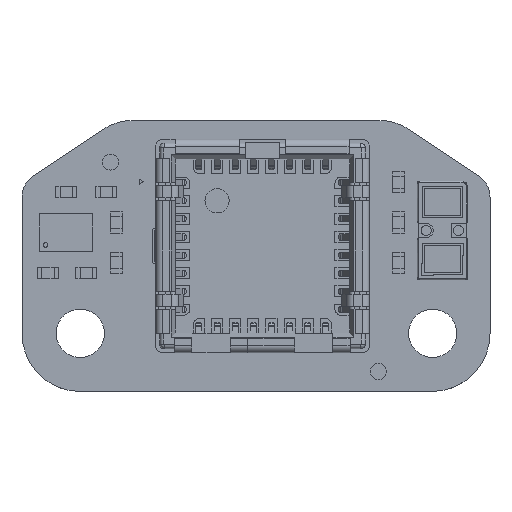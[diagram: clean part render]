
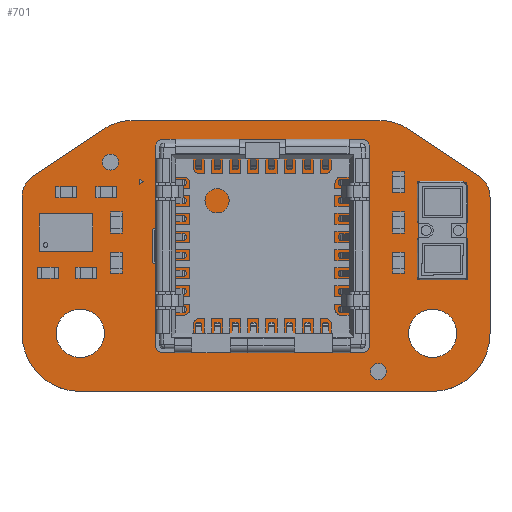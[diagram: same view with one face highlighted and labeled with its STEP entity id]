
A CAD part, top view. The second image highlights one B-rep face of the part: STEP entity #701.
In plain terms, the highlighted planar face has unit normal (0, 0, 1).
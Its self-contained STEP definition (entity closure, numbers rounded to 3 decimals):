
#200 = VERTEX_POINT('',#201);
#201 = CARTESIAN_POINT('',(-2.889,0.,0.996));
#207 = EDGE_CURVE('',#200,#208,#210,.T.);
#208 = VERTEX_POINT('',#209);
#209 = CARTESIAN_POINT('',(-2.89,6.759,0.996));
#210 = LINE('',#211,#212);
#211 = CARTESIAN_POINT('',(-2.889,0.,0.996));
#212 = VECTOR('',#213,1.);
#213 = DIRECTION('',(0.,1.,0.));
#238 = EDGE_CURVE('',#208,#239,#241,.T.);
#239 = VERTEX_POINT('',#240);
#240 = CARTESIAN_POINT('',(-2.321,7.819,0.996));
#241 = CIRCLE('',#242,1.269);
#242 = AXIS2_PLACEMENT_3D('',#243,#244,#245);
#243 = CARTESIAN_POINT('',(-1.621,6.761,0.996));
#244 = DIRECTION('',(0.,0.,-1.));
#245 = DIRECTION('',(-1.,-0.001,-0.));
#271 = EDGE_CURVE('',#239,#272,#274,.T.);
#272 = VERTEX_POINT('',#273);
#273 = CARTESIAN_POINT('',(1.17,10.14,0.996));
#274 = LINE('',#275,#276);
#275 = CARTESIAN_POINT('',(-2.321,7.819,0.996));
#276 = VECTOR('',#277,1.);
#277 = DIRECTION('',(0.833,0.554,0.));
#302 = EDGE_CURVE('',#272,#303,#305,.T.);
#303 = VERTEX_POINT('',#304);
#304 = CARTESIAN_POINT('',(2.576,10.564,0.996));
#305 = CIRCLE('',#306,2.538);
#306 = AXIS2_PLACEMENT_3D('',#307,#308,#309);
#307 = CARTESIAN_POINT('',(2.575,8.026,0.996));
#308 = DIRECTION('',(0.,0.,-1.));
#309 = DIRECTION('',(-0.553,0.833,0.));
#335 = EDGE_CURVE('',#303,#336,#338,.T.);
#336 = VERTEX_POINT('',#337);
#337 = CARTESIAN_POINT('',(14.879,10.564,0.996));
#338 = LINE('',#339,#340);
#339 = CARTESIAN_POINT('',(2.576,10.564,0.996));
#340 = VECTOR('',#341,1.);
#341 = DIRECTION('',(1.,0.,0.));
#366 = EDGE_CURVE('',#336,#367,#369,.T.);
#367 = VERTEX_POINT('',#368);
#368 = CARTESIAN_POINT('',(16.285,10.139,0.996));
#369 = CIRCLE('',#370,2.522);
#370 = AXIS2_PLACEMENT_3D('',#371,#372,#373);
#371 = CARTESIAN_POINT('',(14.884,8.042,0.996));
#372 = DIRECTION('',(0.,0.,-1.));
#373 = DIRECTION('',(-0.002,1.,0.));
#399 = EDGE_CURVE('',#367,#400,#402,.T.);
#400 = VERTEX_POINT('',#401);
#401 = CARTESIAN_POINT('',(19.776,7.818,0.996));
#402 = LINE('',#403,#404);
#403 = CARTESIAN_POINT('',(16.285,10.139,0.996));
#404 = VECTOR('',#405,1.);
#405 = DIRECTION('',(0.833,-0.554,0.));
#430 = EDGE_CURVE('',#400,#431,#433,.T.);
#431 = VERTEX_POINT('',#432);
#432 = CARTESIAN_POINT('',(20.343,6.76,0.996));
#433 = CIRCLE('',#434,1.273);
#434 = AXIS2_PLACEMENT_3D('',#435,#436,#437);
#435 = CARTESIAN_POINT('',(19.07,6.759,0.996));
#436 = DIRECTION('',(0.,0.,-1.));
#437 = DIRECTION('',(0.555,0.832,0.));
#463 = EDGE_CURVE('',#431,#464,#466,.T.);
#464 = VERTEX_POINT('',#465);
#465 = CARTESIAN_POINT('',(20.343,6.125,0.996));
#466 = LINE('',#467,#468);
#467 = CARTESIAN_POINT('',(20.343,6.76,0.996));
#468 = VECTOR('',#469,1.);
#469 = DIRECTION('',(0.,-1.,0.));
#494 = EDGE_CURVE('',#464,#495,#497,.T.);
#495 = VERTEX_POINT('',#496);
#496 = CARTESIAN_POINT('',(20.343,0.,0.996));
#497 = LINE('',#498,#499);
#498 = CARTESIAN_POINT('',(20.343,6.125,0.996));
#499 = VECTOR('',#500,1.);
#500 = DIRECTION('',(0.,-1.,0.));
#525 = EDGE_CURVE('',#495,#526,#528,.T.);
#526 = VERTEX_POINT('',#527);
#527 = CARTESIAN_POINT('',(17.453,-2.889,0.996));
#528 = CIRCLE('',#529,2.888);
#529 = AXIS2_PLACEMENT_3D('',#530,#531,#532);
#530 = CARTESIAN_POINT('',(17.455,-0.001,
    0.996));
#531 = DIRECTION('',(0.,0.,-1.));
#532 = DIRECTION('',(1.,0.,0.));
#558 = EDGE_CURVE('',#526,#559,#561,.T.);
#559 = VERTEX_POINT('',#560);
#560 = CARTESIAN_POINT('',(0.,-2.889,0.996));
#561 = LINE('',#562,#563);
#562 = CARTESIAN_POINT('',(17.453,-2.889,0.996));
#563 = VECTOR('',#564,1.);
#564 = DIRECTION('',(-1.,0.,0.));
#589 = EDGE_CURVE('',#559,#200,#590,.T.);
#590 = CIRCLE('',#591,2.888);
#591 = AXIS2_PLACEMENT_3D('',#592,#593,#594);
#592 = CARTESIAN_POINT('',(-0.001,-0.001,
    0.996));
#593 = DIRECTION('',(0.,0.,-1.));
#594 = DIRECTION('',(0.,-1.,0.));
#615 = VERTEX_POINT('',#616);
#616 = CARTESIAN_POINT('',(1.2,0.,0.996));
#622 = EDGE_CURVE('',#615,#615,#623,.T.);
#623 = CIRCLE('',#624,1.2);
#624 = AXIS2_PLACEMENT_3D('',#625,#626,#627);
#625 = CARTESIAN_POINT('',(0.,0.,0.996));
#626 = DIRECTION('',(0.,0.,1.));
#627 = DIRECTION('',(1.,0.,-0.));
#648 = VERTEX_POINT('',#649);
#649 = CARTESIAN_POINT('',(18.7,0.,0.996));
#655 = EDGE_CURVE('',#648,#648,#656,.T.);
#656 = CIRCLE('',#657,1.2);
#657 = AXIS2_PLACEMENT_3D('',#658,#659,#660);
#658 = CARTESIAN_POINT('',(17.5,0.,0.996));
#659 = DIRECTION('',(0.,0.,1.));
#660 = DIRECTION('',(1.,0.,-0.));
#701 = ADVANCED_FACE('',(#702,#717,#720),#723,.F.);
#702 = FACE_BOUND('',#703,.F.);
#703 = EDGE_LOOP('',(#704,#705,#706,#707,#708,#709,#710,#711,#712,#713,
    #714,#715,#716));
#704 = ORIENTED_EDGE('',*,*,#207,.T.);
#705 = ORIENTED_EDGE('',*,*,#238,.T.);
#706 = ORIENTED_EDGE('',*,*,#271,.T.);
#707 = ORIENTED_EDGE('',*,*,#302,.T.);
#708 = ORIENTED_EDGE('',*,*,#335,.T.);
#709 = ORIENTED_EDGE('',*,*,#366,.T.);
#710 = ORIENTED_EDGE('',*,*,#399,.T.);
#711 = ORIENTED_EDGE('',*,*,#430,.T.);
#712 = ORIENTED_EDGE('',*,*,#463,.T.);
#713 = ORIENTED_EDGE('',*,*,#494,.T.);
#714 = ORIENTED_EDGE('',*,*,#525,.T.);
#715 = ORIENTED_EDGE('',*,*,#558,.T.);
#716 = ORIENTED_EDGE('',*,*,#589,.T.);
#717 = FACE_BOUND('',#718,.F.);
#718 = EDGE_LOOP('',(#719));
#719 = ORIENTED_EDGE('',*,*,#622,.T.);
#720 = FACE_BOUND('',#721,.F.);
#721 = EDGE_LOOP('',(#722));
#722 = ORIENTED_EDGE('',*,*,#655,.T.);
#723 = PLANE('',#724);
#724 = AXIS2_PLACEMENT_3D('',#725,#726,#727);
#725 = CARTESIAN_POINT('',(8.727,3.535,0.996));
#726 = DIRECTION('',(-0.,-0.,-1.));
#727 = DIRECTION('',(-1.,0.,0.));
